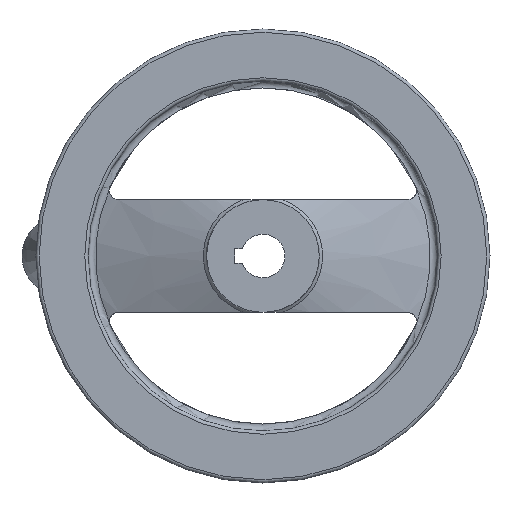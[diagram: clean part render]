
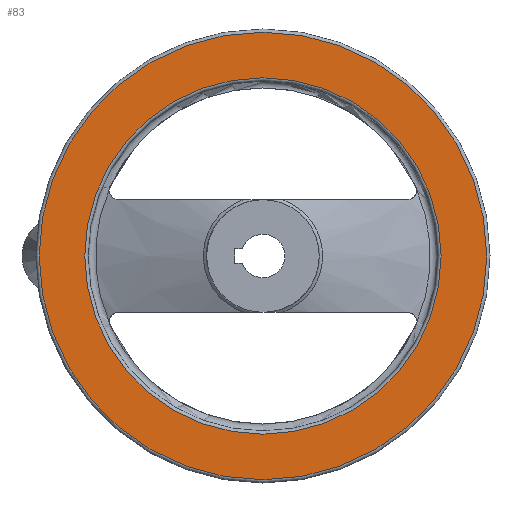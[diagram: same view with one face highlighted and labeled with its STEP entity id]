
A CAD part, left-side view. The second image highlights one B-rep face of the part: STEP entity #83.
In plain terms, the highlighted planar face has unit normal (-1, 0, 0).
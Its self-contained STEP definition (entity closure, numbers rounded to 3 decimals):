
#83 = ADVANCED_FACE( '', ( #190, #191 ), #192, .F. );
#190 = FACE_OUTER_BOUND( '', #328, .T. );
#191 = FACE_BOUND( '', #329, .T. );
#192 = PLANE( '', #330 );
#328 = EDGE_LOOP( '', ( #553 ) );
#329 = EDGE_LOOP( '', ( #554 ) );
#330 = AXIS2_PLACEMENT_3D( '', #555, #556, #557 );
#553 = ORIENTED_EDGE( '', *, *, #815, .F. );
#554 = ORIENTED_EDGE( '', *, *, #816, .T. );
#555 = CARTESIAN_POINT( '', ( 17.1, 49.056, 0. ) );
#556 = DIRECTION( '', ( 1., 0., 0. ) );
#557 = DIRECTION( '', ( 0., 0., -1. ) );
#815 = EDGE_CURVE( '', #971, #971, #972, .T. );
#816 = EDGE_CURVE( '', #973, #973, #974, .T. );
#971 = VERTEX_POINT( '', #1369 );
#972 = CIRCLE( '', #1370, 61.6 );
#973 = VERTEX_POINT( '', #1371 );
#974 = CIRCLE( '', #1372, 49.056 );
#1369 = CARTESIAN_POINT( '', ( 17.1, 0., -61.6 ) );
#1370 = AXIS2_PLACEMENT_3D( '', #1617, #1618, #1619 );
#1371 = CARTESIAN_POINT( '', ( 17.1, 0., -49.056 ) );
#1372 = AXIS2_PLACEMENT_3D( '', #1620, #1621, #1622 );
#1617 = CARTESIAN_POINT( '', ( 17.1, 0., 0. ) );
#1618 = DIRECTION( '', ( 1., 0., 0. ) );
#1619 = DIRECTION( '', ( 0., 0., -1. ) );
#1620 = CARTESIAN_POINT( '', ( 17.1, 0., 0. ) );
#1621 = DIRECTION( '', ( 1., 0., 0. ) );
#1622 = DIRECTION( '', ( 0., 0., -1. ) );
